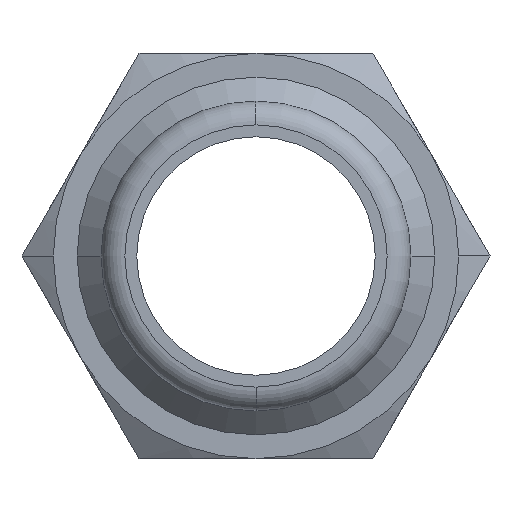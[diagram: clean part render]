
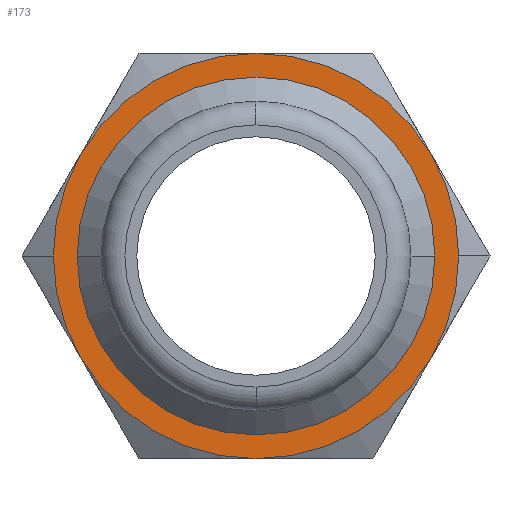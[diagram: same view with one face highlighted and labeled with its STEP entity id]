
A CAD part, front view. The second image highlights one B-rep face of the part: STEP entity #173.
In plain terms, the highlighted planar face has unit normal (0, -1, 0).
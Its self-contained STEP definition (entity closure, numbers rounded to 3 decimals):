
#173=ADVANCED_FACE('',(#348,#349),#350,.T.);
#348=FACE_OUTER_BOUND('',#519,.T.);
#349=FACE_BOUND('',#520,.T.);
#350=PLANE('',#521);
#519=EDGE_LOOP('',(#962,#963,#964,#965,#966,#967,#968,#969));
#520=EDGE_LOOP('',(#970,#971));
#521=AXIS2_PLACEMENT_3D('',#972,#973,#974);
#962=ORIENTED_EDGE('',*,*,#1127,.F.);
#963=ORIENTED_EDGE('',*,*,#1173,.F.);
#964=ORIENTED_EDGE('',*,*,#1179,.F.);
#965=ORIENTED_EDGE('',*,*,#1100,.F.);
#966=ORIENTED_EDGE('',*,*,#1160,.F.);
#967=ORIENTED_EDGE('',*,*,#1094,.F.);
#968=ORIENTED_EDGE('',*,*,#1181,.F.);
#969=ORIENTED_EDGE('',*,*,#1177,.F.);
#970=ORIENTED_EDGE('',*,*,#1074,.F.);
#971=ORIENTED_EDGE('',*,*,#1182,.F.);
#972=CARTESIAN_POINT('',(4.25,21.5,0.0));
#973=DIRECTION('',(-0.0,-1.0,-0.0));
#974=DIRECTION('',(-1.0,0.0,0.0));
#1074=EDGE_CURVE('',#1309,#1305,#1311,.T.);
#1094=EDGE_CURVE('',#1339,#1336,#1341,.T.);
#1100=EDGE_CURVE('',#1347,#1349,#1350,.T.);
#1127=EDGE_CURVE('',#1273,#1384,#1386,.T.);
#1160=EDGE_CURVE('',#1336,#1347,#1423,.T.);
#1173=EDGE_CURVE('',#1326,#1273,#1436,.T.);
#1177=EDGE_CURVE('',#1384,#1210,#1440,.T.);
#1179=EDGE_CURVE('',#1349,#1326,#1442,.T.);
#1181=EDGE_CURVE('',#1210,#1339,#1444,.T.);
#1182=EDGE_CURVE('',#1305,#1309,#1445,.T.);
#1210=VERTEX_POINT('',#1488);
#1273=VERTEX_POINT('',#1605);
#1305=VERTEX_POINT('',#1675);
#1309=VERTEX_POINT('',#1680);
#1311=CIRCLE('',#1683,7.5);
#1326=VERTEX_POINT('',#1722);
#1336=VERTEX_POINT('',#1757);
#1339=VERTEX_POINT('',#1771);
#1341=CIRCLE('',#1784,8.5);
#1347=VERTEX_POINT('',#1791);
#1349=VERTEX_POINT('',#1794);
#1350=CIRCLE('',#1795,8.5);
#1384=VERTEX_POINT('',#1877);
#1386=CIRCLE('',#1880,8.5);
#1423=CIRCLE('',#1993,8.5);
#1436=CIRCLE('',#2006,8.5);
#1440=CIRCLE('',#2011,8.5);
#1442=CIRCLE('',#2013,8.5);
#1444=CIRCLE('',#2015,8.5);
#1445=CIRCLE('',#2016,7.5);
#1488=CARTESIAN_POINT('',(7.361,21.5,-4.25));
#1605=CARTESIAN_POINT('',(7.361,21.5,4.25));
#1675=CARTESIAN_POINT('',(7.5,21.5,0.));
#1680=CARTESIAN_POINT('',(-7.5,21.5,0.));
#1683=AXIS2_PLACEMENT_3D('',#2129,#2130,#2131);
#1722=CARTESIAN_POINT('',(0.,21.5,8.5));
#1757=CARTESIAN_POINT('',(-7.361,21.5,-4.25));
#1771=CARTESIAN_POINT('',(0.0,21.5,-8.5));
#1784=AXIS2_PLACEMENT_3D('',#2146,#2147,#2148);
#1791=CARTESIAN_POINT('',(-8.5,21.5,0.));
#1794=CARTESIAN_POINT('',(-7.361,21.5,4.25));
#1795=AXIS2_PLACEMENT_3D('',#2154,#2155,#2156);
#1877=CARTESIAN_POINT('',(8.5,21.5,0.));
#1880=AXIS2_PLACEMENT_3D('',#2189,#2190,#2191);
#1993=AXIS2_PLACEMENT_3D('',#2220,#2221,#2222);
#2006=AXIS2_PLACEMENT_3D('',#2232,#2233,#2234);
#2011=AXIS2_PLACEMENT_3D('',#2236,#2237,#2238);
#2013=AXIS2_PLACEMENT_3D('',#2239,#2240,#2241);
#2015=AXIS2_PLACEMENT_3D('',#2242,#2243,#2244);
#2016=AXIS2_PLACEMENT_3D('',#2245,#2246,#2247);
#2129=CARTESIAN_POINT('',(0.0,21.5,0.0));
#2130=DIRECTION('',(0.0,-1.0,0.0));
#2131=DIRECTION('',(1.0,0.0,0.0));
#2146=CARTESIAN_POINT('',(0.0,21.5,0.0));
#2147=DIRECTION('',(-0.0,1.0,0.0));
#2148=DIRECTION('',(1.0,0.0,0.0));
#2154=CARTESIAN_POINT('',(0.0,21.5,0.0));
#2155=DIRECTION('',(-0.0,1.0,0.0));
#2156=DIRECTION('',(1.0,0.0,0.0));
#2189=CARTESIAN_POINT('',(0.0,21.5,0.0));
#2190=DIRECTION('',(-0.0,1.0,0.0));
#2191=DIRECTION('',(1.0,0.0,0.0));
#2220=CARTESIAN_POINT('',(0.0,21.5,0.0));
#2221=DIRECTION('',(-0.0,1.0,0.0));
#2222=DIRECTION('',(1.0,0.0,0.0));
#2232=CARTESIAN_POINT('',(0.0,21.5,0.0));
#2233=DIRECTION('',(-0.0,1.0,0.0));
#2234=DIRECTION('',(1.0,0.0,0.0));
#2236=CARTESIAN_POINT('',(0.0,21.5,0.0));
#2237=DIRECTION('',(-0.0,1.0,0.0));
#2238=DIRECTION('',(1.0,0.0,0.0));
#2239=CARTESIAN_POINT('',(0.0,21.5,0.0));
#2240=DIRECTION('',(-0.0,1.0,0.0));
#2241=DIRECTION('',(1.0,0.0,0.0));
#2242=CARTESIAN_POINT('',(0.0,21.5,0.0));
#2243=DIRECTION('',(-0.0,1.0,0.0));
#2244=DIRECTION('',(1.0,0.0,0.0));
#2245=CARTESIAN_POINT('',(0.0,21.5,0.0));
#2246=DIRECTION('',(0.0,-1.0,0.0));
#2247=DIRECTION('',(1.0,0.0,0.0));
